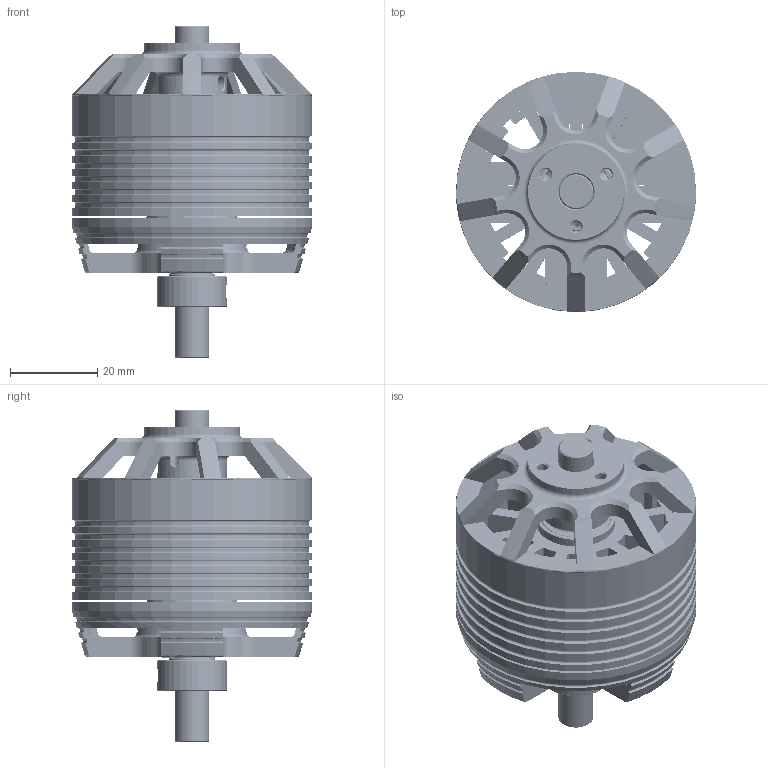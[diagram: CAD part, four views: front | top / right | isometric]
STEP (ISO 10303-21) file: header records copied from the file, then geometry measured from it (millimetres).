
FILE_DESCRIPTION (( 'STEP AP214' ), '1' );
FILE_NAME ('BA-4520-Motor.STEP', '2023-03-27T19:14:31', ( '' ), ( '' ), 'SwSTEP 2.0', 'SolidWorks 2014', '' );
FILE_SCHEMA (( 'AUTOMOTIVE_DESIGN' ));
Length unit declared in the file: millimetre
Products named in the file (23): 698HZZ_SOLID_3-1; 45mm-Endbell; Collar-8mm; 8mm-C-Clip_98541A116; 4520-Mount; 4520-Magnet; 8x16x5-BRG; Shaft Spacer; 688HZZ_SOLID_2-1; BA-4520-Motor; 698HZZ_SOLID_1-1; 688HZZ_SOLID_3-1; 688HZZ_SOLID_1-1; 45x18-Stator-Plate; 45x18x5mm-Stator; 45x18x1mm-Stator; 4520-Stator-Pin; 698HZZ_SOLID_2-1; 4520-Fluxring; 4520-Shaft; 8x19x6-BRG; 45x18x20mm-Stator; 4520-Rotor-Assem
Assembly tree (47 placements, depth 5):
  BA-4520-Motor
    4520-Mount
    45x18x20mm-Stator
      45x18x5mm-Stator  x4
        45x18x1mm-Stator
          45x18-Stator-Plate  x5
    8x16x5-BRG
      688HZZ_SOLID_1-1
      688HZZ_SOLID_2-1
      688HZZ_SOLID_3-1
    8x19x6-BRG
      698HZZ_SOLID_1-1
      698HZZ_SOLID_2-1
      698HZZ_SOLID_3-1
    4520-Stator-Pin
    4520-Rotor-Assem
      4520-Fluxring
      45mm-Endbell
      4520-Magnet  x14
      4520-Shaft
    Shaft Spacer  x2
    Collar-8mm
    8mm-C-Clip_98541A116
Bounding box: 55 x 55 x 76 mm (x, y, z)
Volume: 53834.8 mm3; surface area: 188900.4 mm2
Topology: 129 solids, 129 shells, 23401 faces, 68900 edges, 45733 vertices
Faces by surface type: cylinder 17630, plane 5258, sphere 192, torus 174, cone 143, bspline 4
Entity records: 33908 total; most frequent: CARTESIAN_POINT 8013, DIRECTION 5468, ORIENTED_EDGE 5022, EDGE_CURVE 2511, AXIS2_PLACEMENT_3D 2292, VERTEX_POINT 1599, CIRCLE 1260, EDGE_LOOP 1088
